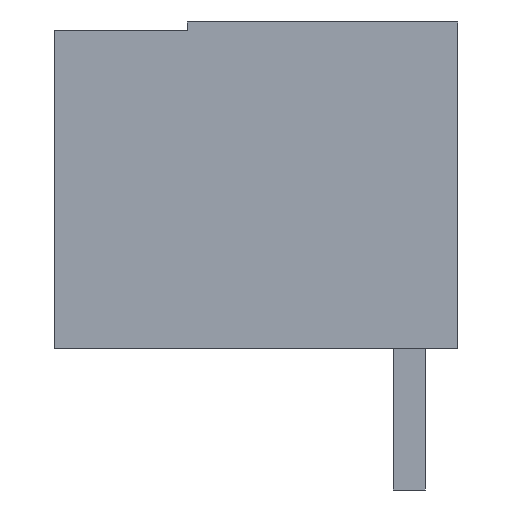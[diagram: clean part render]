
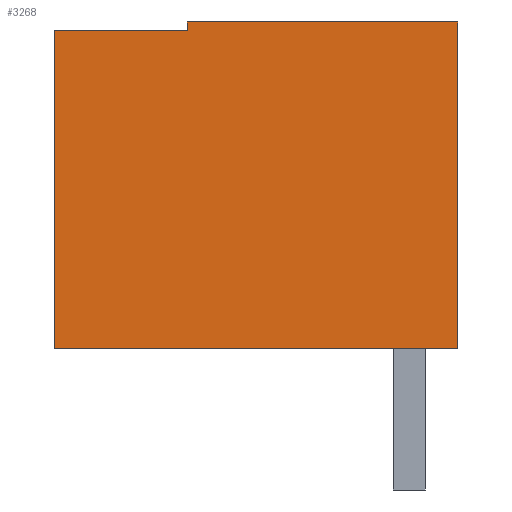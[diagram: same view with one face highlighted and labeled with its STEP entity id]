
A CAD part, left-side view. The second image highlights one B-rep face of the part: STEP entity #3268.
In plain terms, the highlighted planar face has unit normal (-1, 0, 0).
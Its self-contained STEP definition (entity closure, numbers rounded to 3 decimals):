
#186 = CARTESIAN_POINT ( 'NONE',  ( -8.52, 5.5, 7.9 ) ) ;
#192 = VECTOR ( 'NONE', #1585, 1000. ) ;
#635 = CARTESIAN_POINT ( 'NONE',  ( -8.52, 0., 0. ) ) ;
#640 = VECTOR ( 'NONE', #2375, 1000. ) ;
#682 = VECTOR ( 'NONE', #4560, 1000. ) ;
#794 = VERTEX_POINT ( 'NONE', #2138 ) ;
#808 = DIRECTION ( 'NONE',  ( 0., 0., 1. ) ) ;
#1013 = AXIS2_PLACEMENT_3D ( 'NONE', #635, #2758, #3126 ) ;
#1041 = PLANE ( 'NONE',  #1013 ) ;
#1265 = CARTESIAN_POINT ( 'NONE',  ( -8.52, 8.8, 7.9 ) ) ;
#1343 = VECTOR ( 'NONE', #2259, 1000. ) ;
#1436 = DIRECTION ( 'NONE',  ( 0., 0., 1. ) ) ;
#1563 = CARTESIAN_POINT ( 'NONE',  ( -8.52, 5.5, 8.1 ) ) ;
#1585 = DIRECTION ( 'NONE',  ( 0., 1., 0. ) ) ;
#1678 = FACE_OUTER_BOUND ( 'NONE', #3336, .T. ) ;
#1794 = LINE ( 'NONE', #3925, #1343 ) ;
#1950 = LINE ( 'NONE', #3341, #682 ) ;
#1999 = VERTEX_POINT ( 'NONE', #3470 ) ;
#2093 = ORIENTED_EDGE ( 'NONE', *, *, #2201, .F. ) ;
#2138 = CARTESIAN_POINT ( 'NONE',  ( -8.52, -1.2, 0. ) ) ;
#2201 = EDGE_CURVE ( 'NONE', #5115, #5233, #4865, .T. ) ;
#2259 = DIRECTION ( 'NONE',  ( 0., 0., -1. ) ) ;
#2302 = EDGE_CURVE ( 'NONE', #4111, #1999, #3718, .T. ) ;
#2375 = DIRECTION ( 'NONE',  ( 0., -1., 0. ) ) ;
#2758 = DIRECTION ( 'NONE',  ( -1., 0., 0. ) ) ;
#2759 = CARTESIAN_POINT ( 'NONE',  ( -8.52, -1.2, 8.1 ) ) ;
#2798 = VECTOR ( 'NONE', #808, 1000. ) ;
#3126 = DIRECTION ( 'NONE',  ( 0., -1., 0. ) ) ;
#3180 = ORIENTED_EDGE ( 'NONE', *, *, #2302, .F. ) ;
#3268 = ADVANCED_FACE ( 'NONE', ( #1678 ), #1041, .T. ) ;
#3278 = VERTEX_POINT ( 'NONE', #186 ) ;
#3336 = EDGE_LOOP ( 'NONE', ( #2093, #3858, #3448, #3180, #5156, #3670 ) ) ;
#3341 = CARTESIAN_POINT ( 'NONE',  ( -8.52, 8.8, 7.9 ) ) ;
#3400 = CARTESIAN_POINT ( 'NONE',  ( -8.52, 8.8, 0. ) ) ;
#3448 = ORIENTED_EDGE ( 'NONE', *, *, #4484, .F. ) ;
#3470 = CARTESIAN_POINT ( 'NONE',  ( -8.52, 8.8, 7.9 ) ) ;
#3670 = ORIENTED_EDGE ( 'NONE', *, *, #4718, .F. ) ;
#3718 = LINE ( 'NONE', #1265, #2798 ) ;
#3858 = ORIENTED_EDGE ( 'NONE', *, *, #4685, .F. ) ;
#3882 = VECTOR ( 'NONE', #1436, 1000. ) ;
#3925 = CARTESIAN_POINT ( 'NONE',  ( -8.52, -1.2, 8.1 ) ) ;
#4111 = VERTEX_POINT ( 'NONE', #3400 ) ;
#4243 = LINE ( 'NONE', #4904, #192 ) ;
#4292 = EDGE_CURVE ( 'NONE', #794, #4111, #4243, .T. ) ;
#4484 = EDGE_CURVE ( 'NONE', #1999, #3278, #1950, .T. ) ;
#4558 = LINE ( 'NONE', #5183, #3882 ) ;
#4560 = DIRECTION ( 'NONE',  ( 0., -1., 0. ) ) ;
#4614 = CARTESIAN_POINT ( 'NONE',  ( -8.52, -1.2, 8.1 ) ) ;
#4685 = EDGE_CURVE ( 'NONE', #3278, #5115, #4558, .T. ) ;
#4718 = EDGE_CURVE ( 'NONE', #5233, #794, #1794, .T. ) ;
#4865 = LINE ( 'NONE', #2759, #640 ) ;
#4904 = CARTESIAN_POINT ( 'NONE',  ( -8.52, -1.2, 0. ) ) ;
#5115 = VERTEX_POINT ( 'NONE', #1563 ) ;
#5156 = ORIENTED_EDGE ( 'NONE', *, *, #4292, .F. ) ;
#5183 = CARTESIAN_POINT ( 'NONE',  ( -8.52, 5.5, 8.1 ) ) ;
#5233 = VERTEX_POINT ( 'NONE', #4614 ) ;
